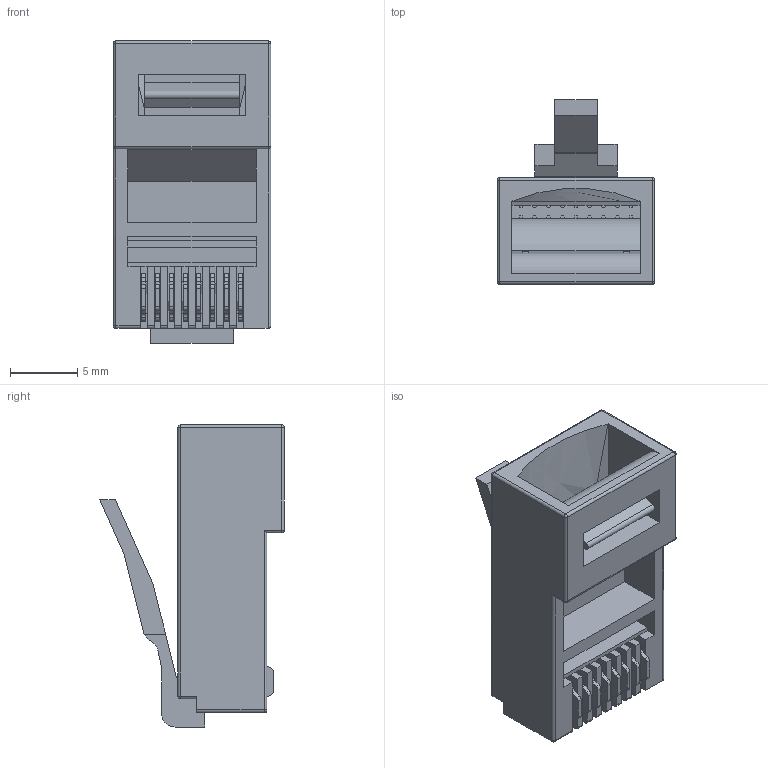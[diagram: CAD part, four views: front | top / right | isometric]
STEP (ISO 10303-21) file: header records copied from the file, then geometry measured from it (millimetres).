
FILE_DESCRIPTION (( 'STEP AP214' ), '1' );
FILE_NAME ('TDS8P8C.STEP', '2018-02-07T14:26:46', ( '' ), ( '' ), 'SwSTEP 2.0', 'SolidWorks 2017', '' );
FILE_SCHEMA (( 'AUTOMOTIVE_DESIGN' ));
Length unit declared in the file: millimetre
Products named in the file (3): TDS8P8C-MA2___; TDS8P8C-MA1___; TDS8P8C
Assembly tree (9 placements, depth 2):
  TDS8P8C
    TDS8P8C-MA1___
    TDS8P8C-MA2___  x8
Bounding box: 11.68 x 13.7 x 22.4 mm (x, y, z)
Volume: 1136.1 mm3; surface area: 2233.8 mm2
Topology: 9 solids, 9 shells, 631 faces, 1757 edges, 1127 vertices
Faces by surface type: plane 496, cylinder 125, sphere 9, bspline 1
Entity records: 10564 total; most frequent: CARTESIAN_POINT 1910, ORIENTED_EDGE 1844, DIRECTION 1678, EDGE_CURVE 922, LINE 824, VECTOR 824, VERTEX_POINT 595, AXIS2_PLACEMENT_3D 427
